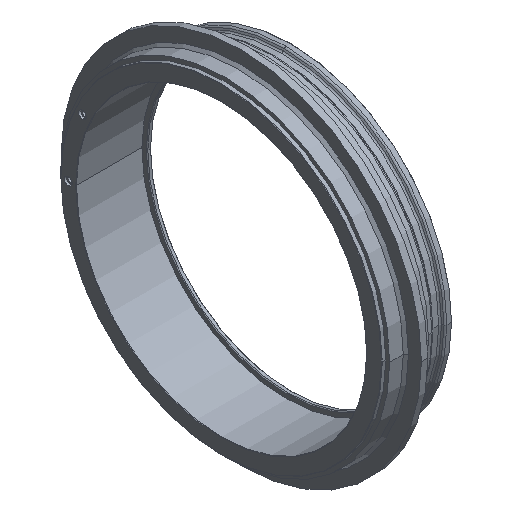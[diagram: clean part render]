
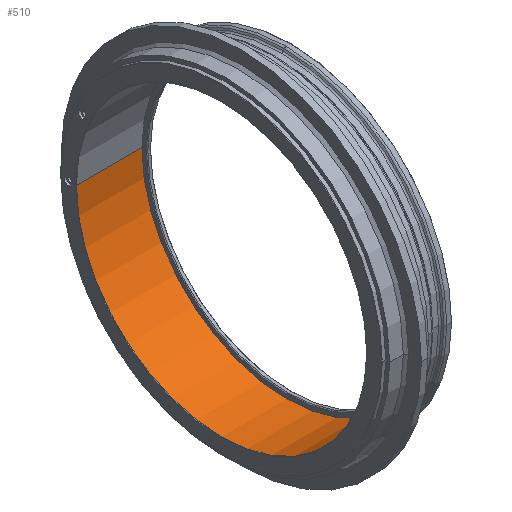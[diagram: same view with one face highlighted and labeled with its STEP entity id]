
A CAD part, isometric view. The second image highlights one B-rep face of the part: STEP entity #510.
In plain terms, the highlighted cylindrical face has radius 280 mm (diameter 560 mm), a partial arc.
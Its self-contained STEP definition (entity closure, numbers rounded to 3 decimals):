
#410 = EDGE_CURVE( '', #822, #646, #1083, .T. );
#510 = ADVANCED_FACE( '', ( #1199 ), #1200, .F. );
#646 = VERTEX_POINT( '', #1350 );
#782 = VERTEX_POINT( '', #1504 );
#792 = VERTEX_POINT( '', #1515 );
#822 = VERTEX_POINT( '', #1545 );
#890 = EDGE_CURVE( '', #792, #782, #1621, .T. );
#940 = EDGE_CURVE( '', #822, #782, #1679, .T. );
#946 = EDGE_CURVE( '', #646, #792, #1685, .T. );
#1083 = LINE( '', #1836, #1837 );
#1199 = FACE_OUTER_BOUND( '', #1972, .T. );
#1200 = CYLINDRICAL_SURFACE( '', #1973, 280. );
#1350 = CARTESIAN_POINT( '', ( -74.293, 280., 0. ) );
#1504 = CARTESIAN_POINT( '', ( 52., -280., 0. ) );
#1515 = CARTESIAN_POINT( '', ( -74.293, -280., 0. ) );
#1545 = CARTESIAN_POINT( '', ( 52., 280., 0. ) );
#1621 = LINE( '', #2524, #2525 );
#1679 = CIRCLE( '', #2597, 280. );
#1685 = CIRCLE( '', #2604, 280. );
#1836 = CARTESIAN_POINT( '', ( -11.146, 280., 0. ) );
#1837 = VECTOR( '', #2776, 1. );
#1972 = EDGE_LOOP( '', ( #2929, #2930, #2931, #2932 ) );
#1973 = AXIS2_PLACEMENT_3D( '', #2933, #2934, #2935 );
#2524 = CARTESIAN_POINT( '', ( -11.146, -280., 0. ) );
#2525 = VECTOR( '', #3471, 1. );
#2597 = AXIS2_PLACEMENT_3D( '', #3557, #3558, #3559 );
#2604 = AXIS2_PLACEMENT_3D( '', #3560, #3561, #3562 );
#2776 = DIRECTION( '', ( -1., 0., 0. ) );
#2929 = ORIENTED_EDGE( '', *, *, #410, .T. );
#2930 = ORIENTED_EDGE( '', *, *, #946, .T. );
#2931 = ORIENTED_EDGE( '', *, *, #890, .T. );
#2932 = ORIENTED_EDGE( '', *, *, #940, .F. );
#2933 = CARTESIAN_POINT( '', ( -11.146, 0., 0. ) );
#2934 = DIRECTION( '', ( 1., 0., 0. ) );
#2935 = DIRECTION( '', ( 0., 1., 0. ) );
#3471 = DIRECTION( '', ( 1., 0., 0. ) );
#3557 = CARTESIAN_POINT( '', ( 52., 0., 0. ) );
#3558 = DIRECTION( '', ( -1., 0., 0. ) );
#3559 = DIRECTION( '', ( 0., 1., 0. ) );
#3560 = CARTESIAN_POINT( '', ( -74.293, 0., 0. ) );
#3561 = DIRECTION( '', ( -1., 0., 0. ) );
#3562 = DIRECTION( '', ( 0., 1., 0. ) );
